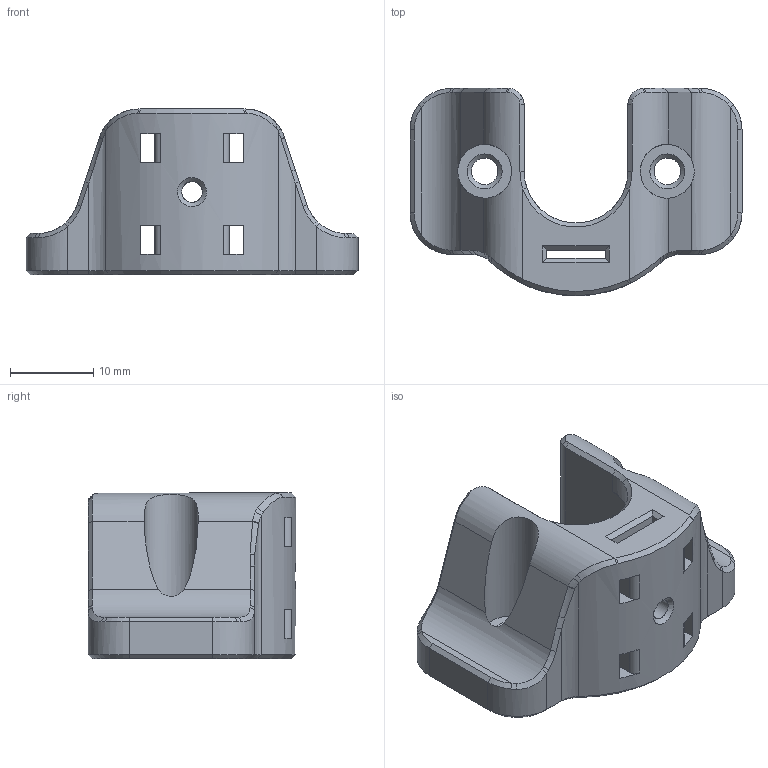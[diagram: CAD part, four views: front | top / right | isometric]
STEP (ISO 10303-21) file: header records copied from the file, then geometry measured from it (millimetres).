
FILE_DESCRIPTION(/* description */ (''),/* implementation_level */ '2;1');
FILE_NAME(/* name */ 'X-Carriage Cable Bracket.step',/* time_stamp */ '2019-07-31T12:54:24+01:00',/* author */ (''),/* organization */ (''),/* preprocessor_version */ 'ST-DEVELOPER v18',/* originating_system */ 'Autodesk Translation Framework v8.2.0.1029',/* authorisation */ '');
FILE_SCHEMA (('AUTOMOTIVE_DESIGN { 1 0 10303 214 3 1 1 }'));
Length unit declared in the file: millimetre
Products named in the file (2): X-Carriage Cable Bracket; X-Carriage Cable Bracket_1
Assembly tree (1 placements, depth 2):
  X-Carriage Cable Bracket
    X-Carriage Cable Bracket_1
Bounding box: 40 x 25 x 20 mm (x, y, z)
Volume: 7868.1 mm3; surface area: 4551.9 mm2
Topology: 1 solids, 1 shells, 150 faces, 388 edges, 236 vertices
Faces by surface type: plane 56, bspline 38, cylinder 28, cone 28
Full cylindrical faces by diameter (mm): 2.5 x2, 3.2 x2, 6.5 x2
Entity records: 5583 total; most frequent: CARTESIAN_POINT 2052, ORIENTED_EDGE 776, DIRECTION 632, EDGE_CURVE 388, VERTEX_POINT 236, LINE 212, VECTOR 212, AXIS2_PLACEMENT_3D 210
